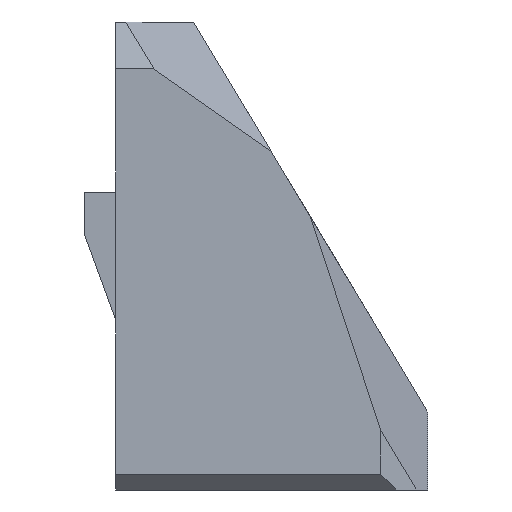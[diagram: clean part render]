
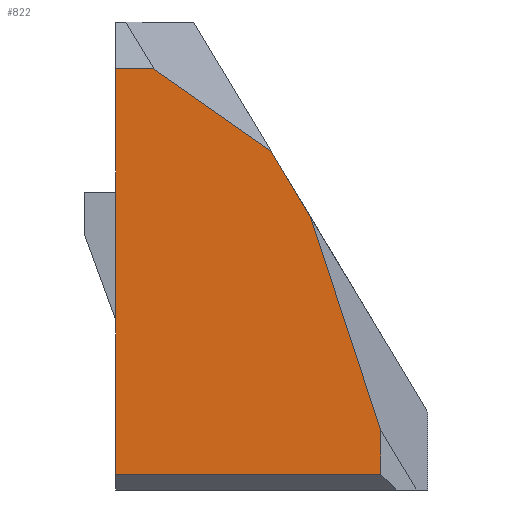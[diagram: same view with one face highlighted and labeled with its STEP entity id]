
A CAD part, left-side view. The second image highlights one B-rep face of the part: STEP entity #822.
In plain terms, the highlighted planar face has unit normal (-1, 0, 0).
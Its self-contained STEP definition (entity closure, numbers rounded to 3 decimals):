
#72=FACE_OUTER_BOUND('',#118,.T.);
#118=EDGE_LOOP('',(#682,#683,#684,#685,#686,#687,#688,#689,#690));
#141=LINE('',#1128,#240);
#158=LINE('',#1163,#257);
#161=LINE('',#1168,#260);
#175=LINE('',#1198,#274);
#177=LINE('',#1202,#276);
#208=LINE('',#1433,#307);
#218=LINE('',#1450,#317);
#219=LINE('',#1452,#318);
#225=LINE('',#1463,#324);
#240=VECTOR('',#918,10.);
#257=VECTOR('',#945,10.);
#260=VECTOR('',#948,10.);
#274=VECTOR('',#970,10.);
#276=VECTOR('',#974,10.);
#307=VECTOR('',#1037,10.);
#317=VECTOR('',#1051,10.);
#318=VECTOR('',#1054,10.);
#324=VECTOR('',#1068,10.);
#332=VERTEX_POINT('',#1112);
#338=VERTEX_POINT('',#1127);
#351=VERTEX_POINT('',#1161);
#353=VERTEX_POINT('',#1167);
#365=VERTEX_POINT('',#1196);
#366=VERTEX_POINT('',#1200);
#398=VERTEX_POINT('',#1430);
#399=VERTEX_POINT('',#1432);
#404=VERTEX_POINT('',#1448);
#415=EDGE_CURVE('',#332,#338,#141,.T.);
#432=EDGE_CURVE('',#351,#332,#158,.T.);
#435=EDGE_CURVE('',#338,#353,#161,.T.);
#451=EDGE_CURVE('',#365,#351,#175,.T.);
#453=EDGE_CURVE('',#366,#365,#177,.T.);
#495=EDGE_CURVE('',#398,#399,#208,.T.);
#505=EDGE_CURVE('',#404,#398,#218,.T.);
#506=EDGE_CURVE('',#399,#366,#219,.T.);
#512=EDGE_CURVE('',#353,#404,#225,.T.);
#682=ORIENTED_EDGE('',*,*,#451,.F.);
#683=ORIENTED_EDGE('',*,*,#453,.F.);
#684=ORIENTED_EDGE('',*,*,#506,.F.);
#685=ORIENTED_EDGE('',*,*,#495,.F.);
#686=ORIENTED_EDGE('',*,*,#505,.F.);
#687=ORIENTED_EDGE('',*,*,#512,.F.);
#688=ORIENTED_EDGE('',*,*,#435,.F.);
#689=ORIENTED_EDGE('',*,*,#415,.F.);
#690=ORIENTED_EDGE('',*,*,#432,.F.);
#783=PLANE('',#885);
#822=ADVANCED_FACE('',(#72),#783,.T.);
#885=AXIS2_PLACEMENT_3D('',#1462,#1066,#1067);
#918=DIRECTION('',(0.,0.,1.));
#945=DIRECTION('',(0.,0.,1.));
#948=DIRECTION('',(0.,0.,1.));
#970=DIRECTION('',(0.,1.,0.));
#974=DIRECTION('',(0.,0.,-1.));
#1037=DIRECTION('',(0.,-0.514,-0.857));
#1051=DIRECTION('',(0.,-0.818,-0.575));
#1054=DIRECTION('',(0.,-0.312,-0.95));
#1066=DIRECTION('center_axis',(-1.,0.,0.));
#1067=DIRECTION('ref_axis',(0.,-1.,0.));
#1068=DIRECTION('',(0.,-1.,0.));
#1112=CARTESIAN_POINT('',(-10.,10.,10.9));
#1127=CARTESIAN_POINT('',(-10.,10.,19.1));
#1128=CARTESIAN_POINT('',(-10.,10.,0.));
#1161=CARTESIAN_POINT('',(-10.,10.,1.));
#1163=CARTESIAN_POINT('',(-10.,10.,0.));
#1167=CARTESIAN_POINT('',(-10.,10.,27.));
#1168=CARTESIAN_POINT('',(-10.,10.,0.));
#1196=CARTESIAN_POINT('',(-10.,-7.,1.));
#1198=CARTESIAN_POINT('',(-10.,5.,1.));
#1200=CARTESIAN_POINT('',(-10.,-7.,3.818));
#1202=CARTESIAN_POINT('',(-10.,-7.,0.));
#1430=CARTESIAN_POINT('',(-10.,0.038,21.731));
#1432=CARTESIAN_POINT('',(-10.,-2.502,17.497));
#1433=CARTESIAN_POINT('',(-10.,-4.706,13.824));
#1448=CARTESIAN_POINT('',(-10.,7.545,27.));
#1450=CARTESIAN_POINT('',(-10.,0.209,21.85));
#1452=CARTESIAN_POINT('',(-10.,-6.057,6.685));
#1462=CARTESIAN_POINT('Origin',(-10.,10.,0.));
#1463=CARTESIAN_POINT('',(-10.,5.,27.));
